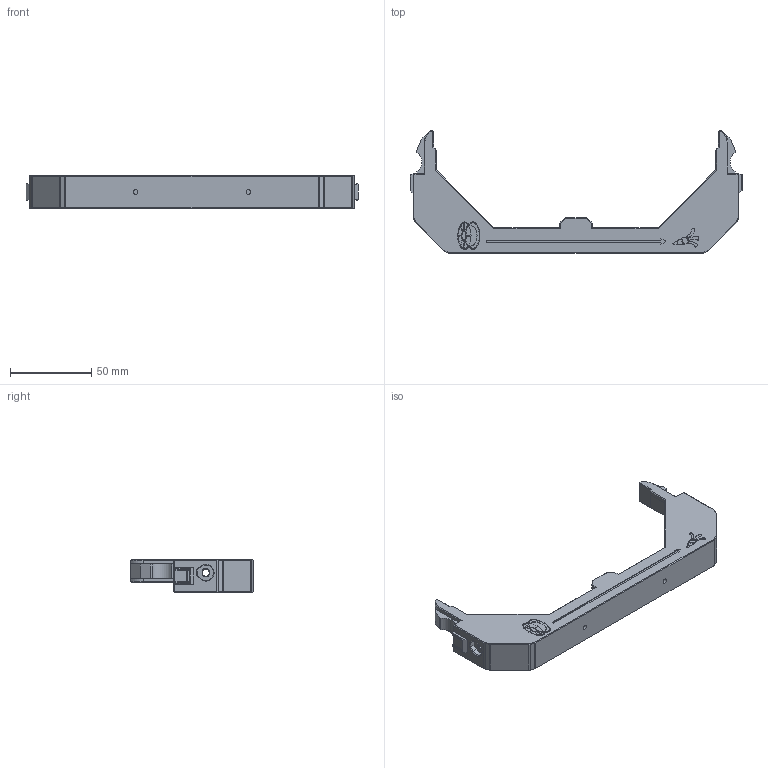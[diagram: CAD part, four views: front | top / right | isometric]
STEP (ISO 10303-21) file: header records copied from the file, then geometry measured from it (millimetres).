
FILE_DESCRIPTION(/* description */ (''),/* implementation_level */ '2;1');
FILE_NAME(/* name */ 'buffer-top-magnet+magnet.step',/* time_stamp */ '2023-05-06T19:22:39-04:00',/* author */ (''),/* organization */ (''),/* preprocessor_version */ 'ST-DEVELOPER v19.2',/* originating_system */ 'Autodesk Translation Framework v12.4.0.73',/* authorisation */ '');
FILE_SCHEMA (('AUTOMOTIVE_DESIGN { 1 0 10303 214 3 1 1 }'));
Length unit declared in the file: millimetre
Products named in the file (1): buffer-top-magnet+magnet
Bounding box: 204 x 75.4 x 20 mm (x, y, z)
Volume: 91024.9 mm3; surface area: 23475.8 mm2
Topology: 1 solids, 1 shells, 464 faces, 1105 edges, 665 vertices
Faces by surface type: plane 358, bspline 92, cylinder 10, cone 4
Full cylindrical faces by diameter (mm): 2.9 x2
Entity records: 18082 total; most frequent: CARTESIAN_POINT 8305, ORIENTED_EDGE 2210, DIRECTION 1691, EDGE_CURVE 1105, LINE 897, VECTOR 897, VERTEX_POINT 665, EDGE_LOOP 490
